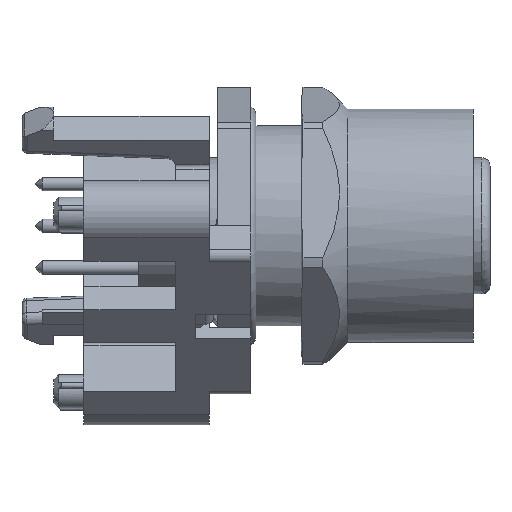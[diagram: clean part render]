
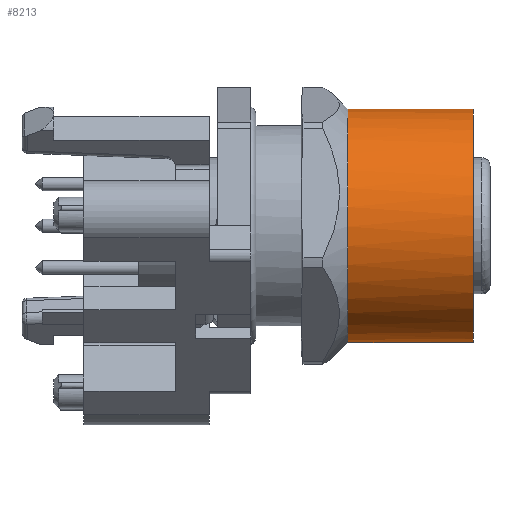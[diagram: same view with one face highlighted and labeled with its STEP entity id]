
A CAD part, left-side view. The second image highlights one B-rep face of the part: STEP entity #8213.
In plain terms, the highlighted cylindrical face has radius 7 mm (diameter 14 mm), a full revolution.
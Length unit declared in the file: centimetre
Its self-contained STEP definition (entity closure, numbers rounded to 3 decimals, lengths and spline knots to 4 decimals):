
#377=FACE_BOUND('',#2021,.T.);
#1457=FACE_OUTER_BOUND('',#2020,.T.);
#2020=EDGE_LOOP('',(#7441));
#2021=EDGE_LOOP('',(#7442));
#2357=CIRCLE('',#8903,0.7);
#2365=CIRCLE('',#8913,0.7);
#4289=VERTEX_POINT('',#14333);
#4303=VERTEX_POINT('',#14375);
#5333=EDGE_CURVE('',#4289,#4289,#2357,.T.);
#5347=EDGE_CURVE('',#4303,#4303,#2365,.T.);
#7441=ORIENTED_EDGE('',*,*,#5333,.F.);
#7442=ORIENTED_EDGE('',*,*,#5347,.T.);
#7790=CYLINDRICAL_SURFACE('',#8930,0.7);
#8213=ADVANCED_FACE('',(#1457,#377),#7790,.T.);
#8903=AXIS2_PLACEMENT_3D('',#14334,#10844,#10845);
#8913=AXIS2_PLACEMENT_3D('',#14376,#10864,#10865);
#8930=AXIS2_PLACEMENT_3D('',#14435,#10910,#10911);
#10844=DIRECTION('center_axis',(0.,-1.,0.));
#10845=DIRECTION('ref_axis',(0.259,0.,0.966));
#10864=DIRECTION('center_axis',(0.,-1.,0.));
#10865=DIRECTION('ref_axis',(0.259,0.,0.966));
#10910=DIRECTION('center_axis',(0.,-1.,0.));
#10911=DIRECTION('ref_axis',(0.259,0.,0.966));
#14333=CARTESIAN_POINT('',(0.1812,0.62,0.6762));
#14334=CARTESIAN_POINT('Origin',(0.,0.62,
0.));
#14375=CARTESIAN_POINT('',(0.1812,1.37,0.6762));
#14376=CARTESIAN_POINT('Origin',(0.,1.37,0.));
#14435=CARTESIAN_POINT('Origin',(0.,0.995,
0.));
